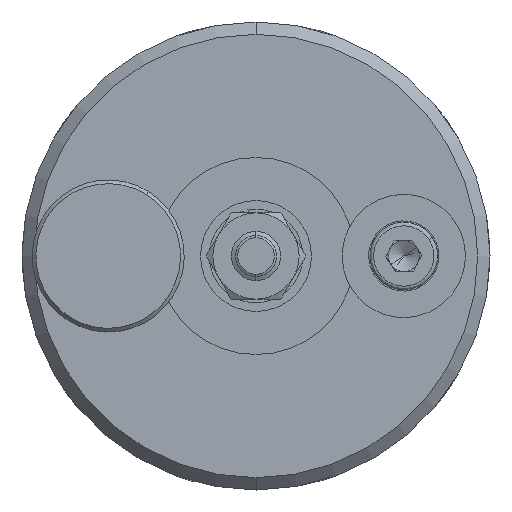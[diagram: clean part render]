
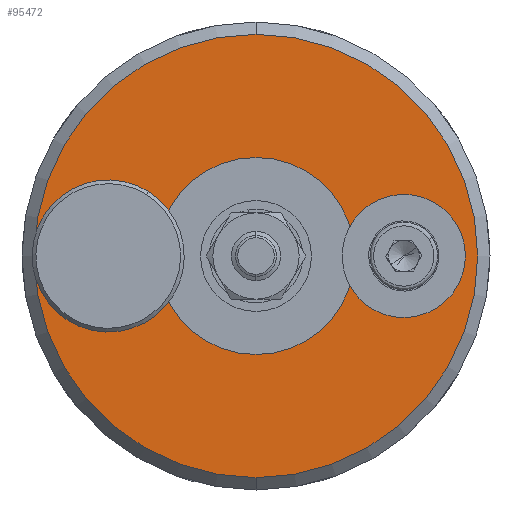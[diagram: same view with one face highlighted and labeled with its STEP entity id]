
A CAD part, front view. The second image highlights one B-rep face of the part: STEP entity #95472.
In plain terms, the highlighted face is planar.
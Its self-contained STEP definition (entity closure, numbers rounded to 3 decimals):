
#11 = CARTESIAN_POINT ( 'NONE',  ( 8., 0., -22. ) ) ;
#3311 = DIRECTION ( 'NONE',  ( -1., 0., 0. ) ) ;
#3420 = VERTEX_POINT ( 'NONE', #135154 ) ;
#7493 = EDGE_CURVE ( 'NONE', #85845, #101978, #37853, .T. ) ;
#7745 = DIRECTION ( 'NONE',  ( 1., 0., 0. ) ) ;
#9336 = AXIS2_PLACEMENT_3D ( 'NONE', #134817, #71279, #7745 ) ;
#10875 = AXIS2_PLACEMENT_3D ( 'NONE', #126755, #63217, #137459 ) ;
#11947 = EDGE_CURVE ( 'NONE', #126577, #109667, #83704, .T. ) ;
#14192 = CIRCLE ( 'NONE', #107474, 8. ) ;
#16601 = ORIENTED_EDGE ( 'NONE', *, *, #63480, .T. ) ;
#16793 = CARTESIAN_POINT ( 'NONE',  ( 0., -12., -22. ) ) ;
#18260 = AXIS2_PLACEMENT_3D ( 'NONE', #95814, #118464, #54905 ) ;
#18776 = EDGE_CURVE ( 'NONE', #83684, #3420, #54119, .T. ) ;
#22911 = CIRCLE ( 'NONE', #74382, 18. ) ;
#27535 = DIRECTION ( 'NONE',  ( -1., 0., 0. ) ) ;
#29843 = AXIS2_PLACEMENT_3D ( 'NONE', #55589, #129794, #66290 ) ;
#37853 = CIRCLE ( 'NONE', #10875, 8. ) ;
#39524 = DIRECTION ( 'NONE',  ( 0., 0., -1. ) ) ;
#42924 = PLANE ( 'NONE',  #18260 ) ;
#43342 = ORIENTED_EDGE ( 'NONE', *, *, #83634, .T. ) ;
#43357 = DIRECTION ( 'NONE',  ( 0., 0., -1. ) ) ;
#44500 = ORIENTED_EDGE ( 'NONE', *, *, #7493, .T. ) ;
#47131 = FACE_BOUND ( 'NONE', #128681, .T. ) ;
#53163 = CIRCLE ( 'NONE', #9336, 18. ) ;
#53753 = FACE_BOUND ( 'NONE', #129849, .T. ) ;
#54119 = CIRCLE ( 'NONE', #118164, 1.25 ) ;
#54506 = ORIENTED_EDGE ( 'NONE', *, *, #11947, .F. ) ;
#54905 = DIRECTION ( 'NONE',  ( 1., 0., 0. ) ) ;
#55589 = CARTESIAN_POINT ( 'NONE',  ( 0., 12., -22. ) ) ;
#59087 = ORIENTED_EDGE ( 'NONE', *, *, #59194, .F. ) ;
#59194 = EDGE_CURVE ( 'NONE', #109667, #126577, #84483, .T. ) ;
#61433 = DIRECTION ( 'NONE',  ( 0., 0., 1. ) ) ;
#62573 = AXIS2_PLACEMENT_3D ( 'NONE', #130371, #66830, #3311 ) ;
#62807 = CARTESIAN_POINT ( 'NONE',  ( 18., 0., -22. ) ) ;
#63217 = DIRECTION ( 'NONE',  ( 0., 0., 1. ) ) ;
#63480 = EDGE_CURVE ( 'NONE', #119195, #95366, #22911, .T. ) ;
#66290 = DIRECTION ( 'NONE',  ( -1., 0., 0. ) ) ;
#66830 = DIRECTION ( 'NONE',  ( 0., 0., -1. ) ) ;
#71279 = DIRECTION ( 'NONE',  ( 0., 0., -1. ) ) ;
#71759 = ORIENTED_EDGE ( 'NONE', *, *, #110843, .T. ) ;
#74382 = AXIS2_PLACEMENT_3D ( 'NONE', #106865, #43357, #117534 ) ;
#74511 = ORIENTED_EDGE ( 'NONE', *, *, #125683, .F. ) ;
#76107 = EDGE_LOOP ( 'NONE', ( #71759, #16601 ) ) ;
#82687 = ORIENTED_EDGE ( 'NONE', *, *, #18776, .F. ) ;
#83634 = EDGE_CURVE ( 'NONE', #101978, #85845, #14192, .T. ) ;
#83684 = VERTEX_POINT ( 'NONE', #93072 ) ;
#83704 = CIRCLE ( 'NONE', #29843, 1.25 ) ;
#84483 = CIRCLE ( 'NONE', #62573, 1.25 ) ;
#85845 = VERTEX_POINT ( 'NONE', #91593 ) ;
#91070 = DIRECTION ( 'NONE',  ( 0., 0., -1. ) ) ;
#91593 = CARTESIAN_POINT ( 'NONE',  ( -8., 0., -22. ) ) ;
#93072 = CARTESIAN_POINT ( 'NONE',  ( -1.25, -12., -22. ) ) ;
#95366 = VERTEX_POINT ( 'NONE', #62807 ) ;
#95472 = ADVANCED_FACE ( 'NONE', ( #103564, #53753, #47131, #128410 ), #42924, .F. ) ;
#95814 = CARTESIAN_POINT ( 'NONE',  ( 0., 19., -22. ) ) ;
#96305 = AXIS2_PLACEMENT_3D ( 'NONE', #16793, #91070, #27535 ) ;
#100598 = CARTESIAN_POINT ( 'NONE',  ( -18., 0., -22. ) ) ;
#101978 = VERTEX_POINT ( 'NONE', #11 ) ;
#102986 = CARTESIAN_POINT ( 'NONE',  ( 0., -12., -22. ) ) ;
#103564 = FACE_OUTER_BOUND ( 'NONE', #76107, .T. ) ;
#103705 = CIRCLE ( 'NONE', #96305, 1.25 ) ;
#106865 = CARTESIAN_POINT ( 'NONE',  ( 0., 0., -22. ) ) ;
#107474 = AXIS2_PLACEMENT_3D ( 'NONE', #124991, #61433, #135693 ) ;
#109667 = VERTEX_POINT ( 'NONE', #114695 ) ;
#110843 = EDGE_CURVE ( 'NONE', #95366, #119195, #53163, .T. ) ;
#113619 = DIRECTION ( 'NONE',  ( -1., 0., 0. ) ) ;
#114262 = CARTESIAN_POINT ( 'NONE',  ( 1.25, 12., -22. ) ) ;
#114695 = CARTESIAN_POINT ( 'NONE',  ( -1.25, 12., -22. ) ) ;
#117534 = DIRECTION ( 'NONE',  ( 1., 0., 0. ) ) ;
#118164 = AXIS2_PLACEMENT_3D ( 'NONE', #102986, #39524, #113619 ) ;
#118464 = DIRECTION ( 'NONE',  ( 0., 0., 1. ) ) ;
#119195 = VERTEX_POINT ( 'NONE', #100598 ) ;
#124991 = CARTESIAN_POINT ( 'NONE',  ( 0., 0., -22. ) ) ;
#125683 = EDGE_CURVE ( 'NONE', #3420, #83684, #103705, .T. ) ;
#126577 = VERTEX_POINT ( 'NONE', #114262 ) ;
#126755 = CARTESIAN_POINT ( 'NONE',  ( 0., 0., -22. ) ) ;
#128410 = FACE_BOUND ( 'NONE', #132284, .T. ) ;
#128681 = EDGE_LOOP ( 'NONE', ( #59087, #54506 ) ) ;
#129794 = DIRECTION ( 'NONE',  ( 0., 0., -1. ) ) ;
#129849 = EDGE_LOOP ( 'NONE', ( #82687, #74511 ) ) ;
#130371 = CARTESIAN_POINT ( 'NONE',  ( 0., 12., -22. ) ) ;
#132284 = EDGE_LOOP ( 'NONE', ( #43342, #44500 ) ) ;
#134817 = CARTESIAN_POINT ( 'NONE',  ( 0., 0., -22. ) ) ;
#135154 = CARTESIAN_POINT ( 'NONE',  ( 1.25, -12., -22. ) ) ;
#135693 = DIRECTION ( 'NONE',  ( 1., 0., 0. ) ) ;
#137459 = DIRECTION ( 'NONE',  ( 1., 0., 0. ) ) ;
